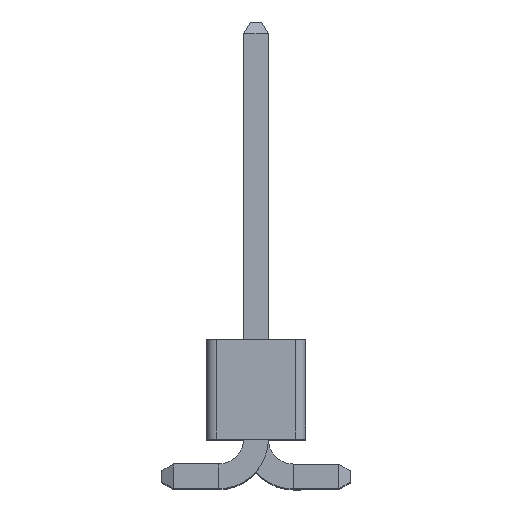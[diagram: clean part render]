
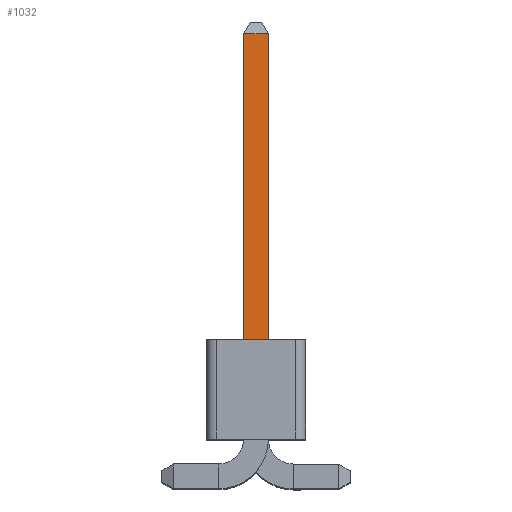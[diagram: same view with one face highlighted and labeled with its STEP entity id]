
A CAD part, top view. The second image highlights one B-rep face of the part: STEP entity #1032.
In plain terms, the highlighted face is planar.
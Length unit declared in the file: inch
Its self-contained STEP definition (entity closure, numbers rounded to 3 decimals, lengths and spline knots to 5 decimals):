
#576 = EDGE_CURVE ( 'NONE', #1036, #1022, #6895, .T. ) ;
#577 = ORIENTED_EDGE ( 'NONE', *, *, #1021, .T. ) ;
#578 = ORIENTED_EDGE ( 'NONE', *, *, #579, .T. ) ;
#579 = EDGE_CURVE ( 'NONE', #1023, #1037, #6891, .T. ) ;
#685 = ORIENTED_EDGE ( 'NONE', *, *, #576, .T. ) ;
#1021 = EDGE_CURVE ( 'NONE', #1022, #1023, #7622, .T. ) ;
#1022 = VERTEX_POINT ( 'NONE', #7618 ) ;
#1023 = VERTEX_POINT ( 'NONE', #7617 ) ;
#1032 = ADVANCED_FACE ( 'NONE', ( #7659 ), #7658, .T. ) ;
#1033 = EDGE_LOOP ( 'NONE', ( #1034, #685, #577, #578 ) ) ;
#1034 = ORIENTED_EDGE ( 'NONE', *, *, #1035, .F. ) ;
#1035 = EDGE_CURVE ( 'NONE', #1036, #1037, #7653, .T. ) ;
#1036 = VERTEX_POINT ( 'NONE', #7649 ) ;
#1037 = VERTEX_POINT ( 'NONE', #7648 ) ;
#6888 = DIRECTION ( 'NONE',  ( -1., 0., 0. ) ) ;
#6889 = VECTOR ( 'NONE', #6888, 39.37008 ) ;
#6890 = CARTESIAN_POINT ( 'NONE',  ( 0.85399, 0.0375, -0.0125 ) ) ;
#6891 = LINE ( 'NONE', #6890, #6889 ) ;
#6892 = DIRECTION ( 'NONE',  ( 1., 0., 0. ) ) ;
#6893 = VECTOR ( 'NONE', #6892, 39.37008 ) ;
#6894 = CARTESIAN_POINT ( 'NONE',  ( 0.0125, 0.4455, -0.0125 ) ) ;
#6895 = LINE ( 'NONE', #6894, #6893 ) ;
#7617 = CARTESIAN_POINT ( 'NONE',  ( 0.0125, 0.0375, -0.0125 ) ) ;
#7618 = CARTESIAN_POINT ( 'NONE',  ( 0.0125, 0.4455, -0.0125 ) ) ;
#7619 = DIRECTION ( 'NONE',  ( 0., -1., 0. ) ) ;
#7620 = VECTOR ( 'NONE', #7619, 39.37008 ) ;
#7621 = CARTESIAN_POINT ( 'NONE',  ( 0.0125, 0.4575, -0.0125 ) ) ;
#7622 = LINE ( 'NONE', #7621, #7620 ) ;
#7648 = CARTESIAN_POINT ( 'NONE',  ( -0.0125, 0.0375, -0.0125 ) ) ;
#7649 = CARTESIAN_POINT ( 'NONE',  ( -0.0125, 0.4455, -0.0125 ) ) ;
#7650 = DIRECTION ( 'NONE',  ( 0., -1., 0. ) ) ;
#7651 = VECTOR ( 'NONE', #7650, 39.37008 ) ;
#7652 = CARTESIAN_POINT ( 'NONE',  ( -0.0125, 0.4575, -0.0125 ) ) ;
#7653 = LINE ( 'NONE', #7652, #7651 ) ;
#7654 = DIRECTION ( 'NONE',  ( -1., 0., 0. ) ) ;
#7655 = DIRECTION ( 'NONE',  ( 0., 0., -1. ) ) ;
#7656 = CARTESIAN_POINT ( 'NONE',  ( 0.85399, 0.4575, -0.0125 ) ) ;
#7657 = AXIS2_PLACEMENT_3D ( 'NONE', #7656, #7655, #7654 ) ;
#7658 = PLANE ( 'NONE',  #7657 ) ;
#7659 = FACE_OUTER_BOUND ( 'NONE', #1033, .T. ) ;
